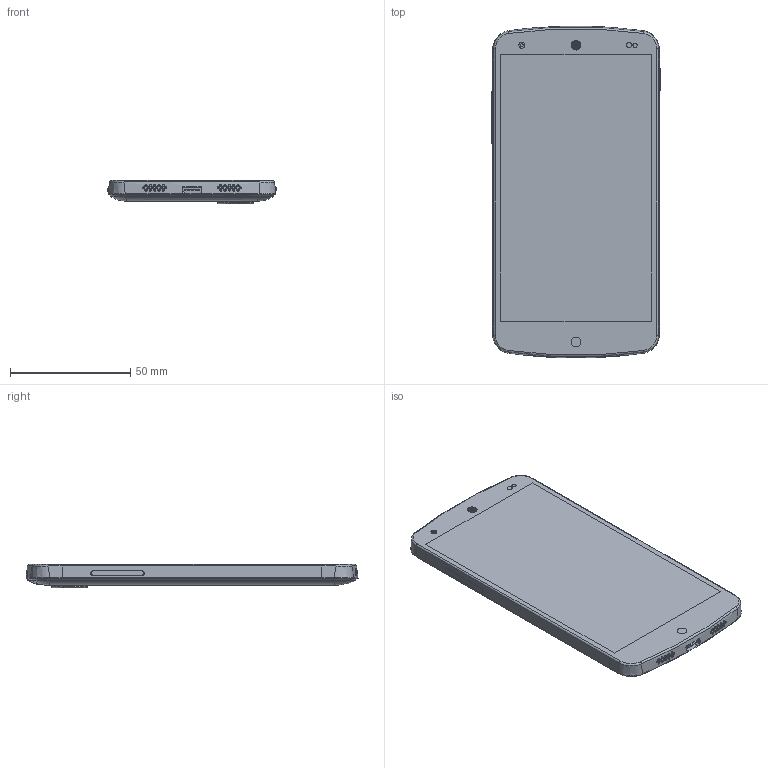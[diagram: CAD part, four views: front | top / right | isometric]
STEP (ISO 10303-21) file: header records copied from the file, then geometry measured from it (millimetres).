
FILE_DESCRIPTION (( 'STEP AP203' ), '1' );
FILE_NAME ('NEXUS 5.STEP', '2014-01-03T08:54:49', ( '' ), ( '' ), 'SwSTEP 2.0', 'SolidWorks 2013', '' );
FILE_SCHEMA (( 'CONFIG_CONTROL_DESIGN' ));
Length unit declared in the file: millimetre
Products named in the file (1): NEXUS 5
Bounding box: 69.94 x 137.83 x 9.59 mm (x, y, z)
Volume: 77438.5 mm3; surface area: 21976.7 mm2
Topology: 4 solids, 4 shells, 444 faces, 1052 edges, 694 vertices
Faces by surface type: plane 146, cylinder 137, bspline 114, cone 37, torus 10
Entity records: 17680 total; most frequent: CARTESIAN_POINT 8261, ORIENTED_EDGE 2096, DIRECTION 1606, EDGE_CURVE 1048, VERTEX_POINT 694, AXIS2_PLACEMENT_3D 598, EDGE_LOOP 526, ADVANCED_FACE 444
